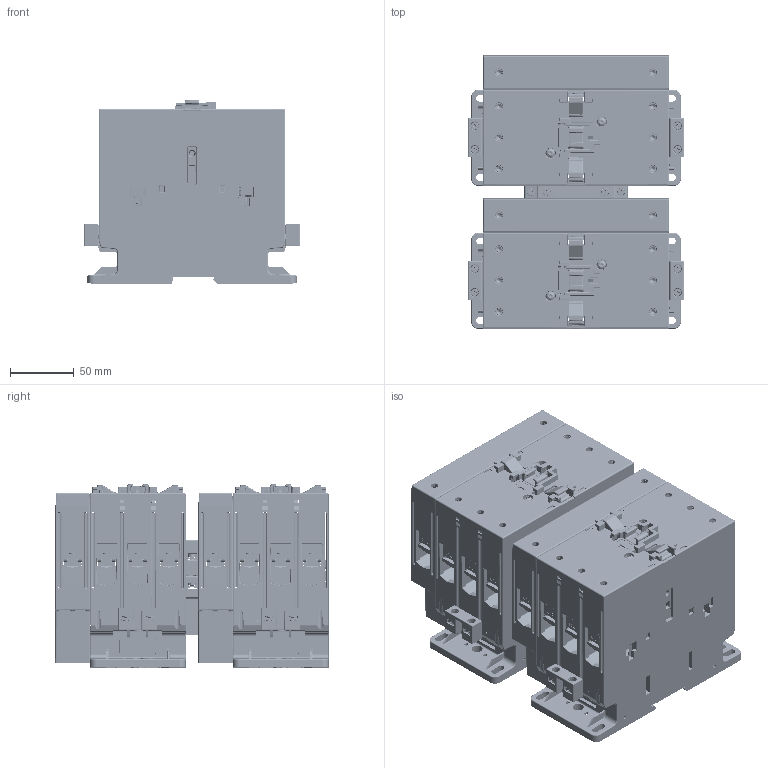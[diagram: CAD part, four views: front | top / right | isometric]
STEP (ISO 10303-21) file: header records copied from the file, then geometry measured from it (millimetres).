
FILE_DESCRIPTION(/* description */ (''),/* implementation_level */ '2;1');
FILE_NAME(/* name */ 'BFC95T4A230_CATALOG.stp',/* time_stamp */ '2020-07-24T07:57:17+02:00',/* author */ (''),/* organization */ (''),/* preprocessor_version */ 'ST-DEVELOPER v16',/* originating_system */ 'SIEMENS PLM Software NX 10.0',/* authorisation */ '');
FILE_SCHEMA (('AP203_CONFIGURATION_CONTROLLED_3D_DESIGN_OF_MECHANICAL_PARTS_AND_ASSEMBLIES_MIM_LF { 1 0 10303 403 2 1 2}'));
Products named in the file (1): BFC95T4A230_CATALOG
Bounding box: 169 x 214 x 144 mm (x, y, z)
Surface area: 587450.8 mm2 (no closed solid volume)
Topology: 0 solids, 426 shells, 6736 faces, 32099 edges, 25037 vertices
Faces by surface type: plane 3284, cylinder 2536, bspline 453, sphere 175, cone 164, torus 124
Full cylindrical faces by diameter (mm): 2 x2, 2.85 x8, 2.9 x2, 3 x4, 3.04 x1, 3.4 x1, 3.54 x7, 5.1 x16, 6.35 x2, 9 x5
Entity records: 344323 total; most frequent: CARTESIAN_POINT 94901, DIRECTION 51617, ORIENTED_EDGE 43638, EDGE_CURVE 31655, VERTEX_POINT 24966, LINE 20829, VECTOR 20829, AXIS2_PLACEMENT_3D 15394
